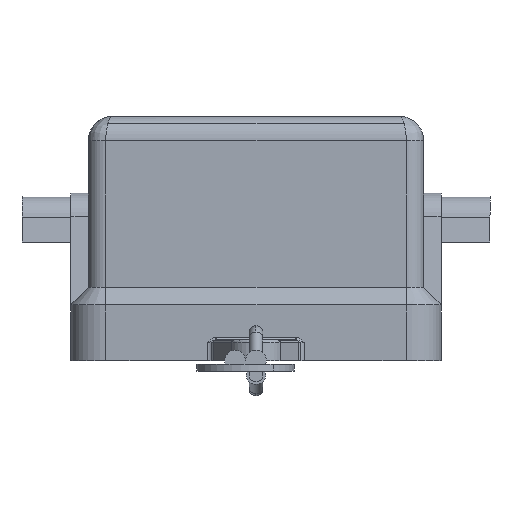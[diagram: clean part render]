
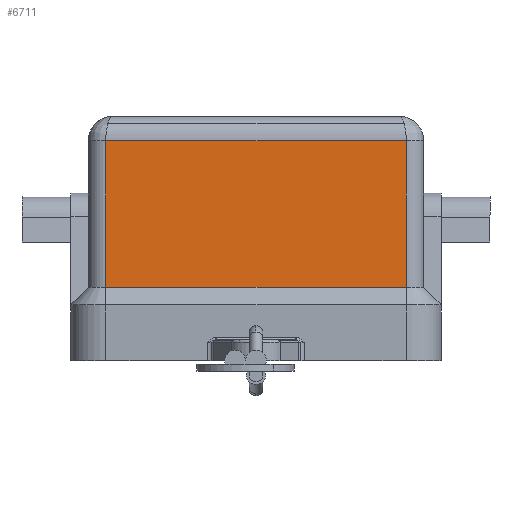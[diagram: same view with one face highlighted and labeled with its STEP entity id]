
A CAD part, left-side view. The second image highlights one B-rep face of the part: STEP entity #6711.
In plain terms, the highlighted planar face has unit normal (-1, 0, 0).
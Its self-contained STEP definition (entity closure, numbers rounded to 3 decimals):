
#6043=CARTESIAN_POINT('',(-12.,10.75,15.75));
#6044=VERTEX_POINT('',#6043);
#6218=CARTESIAN_POINT('',(-12.,-10.75,15.75));
#6219=VERTEX_POINT('',#6218);
#6265=CARTESIAN_POINT('',(-12.,10.75,15.75));
#6266=DIRECTION('',(0.0,-1.0,0.0));
#6267=VECTOR('',#6266,21.5);
#6268=LINE('',#6265,#6267);
#6269=EDGE_CURVE('',#6044,#6219,#6268,.T.);
#6342=CARTESIAN_POINT('',(-12.,-10.75,5.25));
#6343=VERTEX_POINT('',#6342);
#6344=CARTESIAN_POINT('',(-12.,-10.75,5.25));
#6345=DIRECTION('',(0.0,0.0,1.0));
#6346=VECTOR('',#6345,10.5);
#6347=LINE('',#6344,#6346);
#6348=EDGE_CURVE('',#6343,#6219,#6347,.T.);
#6617=CARTESIAN_POINT('',(-12.,10.75,5.25));
#6618=VERTEX_POINT('',#6617);
#6672=CARTESIAN_POINT('',(-12.,-10.75,5.25));
#6673=DIRECTION('',(0.0,1.0,0.0));
#6674=VECTOR('',#6673,21.5);
#6675=LINE('',#6672,#6674);
#6676=EDGE_CURVE('',#6343,#6618,#6675,.T.);
#6691=CARTESIAN_POINT('',(-12.,10.75,5.25));
#6692=DIRECTION('',(0.0,0.0,1.0));
#6693=VECTOR('',#6692,10.5);
#6694=LINE('',#6691,#6693);
#6695=EDGE_CURVE('',#6618,#6044,#6694,.T.);
#6700=CARTESIAN_POINT('',(-12.,-10.75,0.0));
#6701=DIRECTION('',(-1.0,0.0,0.0));
#6702=DIRECTION('',(0.0,0.0,1.0));
#6703=AXIS2_PLACEMENT_3D('',#6700,#6701,#6702);
#6704=PLANE('',#6703);
#6705=ORIENTED_EDGE('',*,*,#6269,.F.);
#6706=ORIENTED_EDGE('',*,*,#6695,.F.);
#6707=ORIENTED_EDGE('',*,*,#6676,.F.);
#6708=ORIENTED_EDGE('',*,*,#6348,.T.);
#6709=EDGE_LOOP('',(#6705,#6706,#6707,#6708));
#6710=FACE_OUTER_BOUND('',#6709,.T.);
#6711=ADVANCED_FACE('',(#6710),#6704,.T.);
